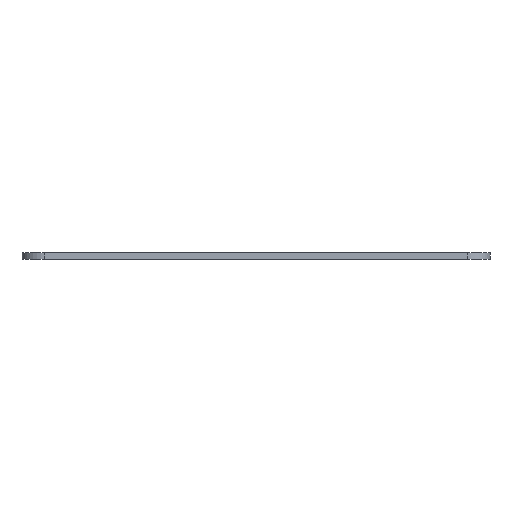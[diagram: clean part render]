
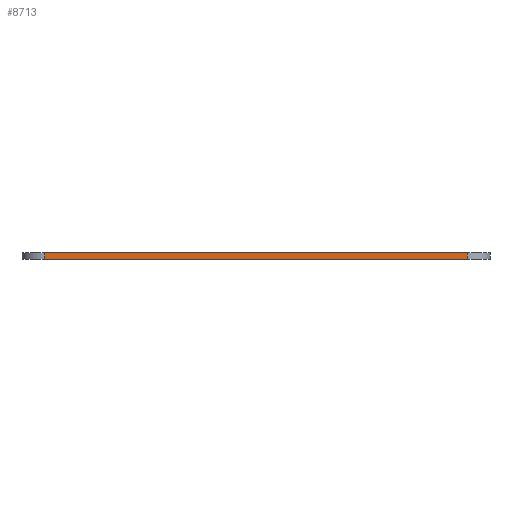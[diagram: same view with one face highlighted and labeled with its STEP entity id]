
A CAD part, left-side view. The second image highlights one B-rep face of the part: STEP entity #8713.
In plain terms, the highlighted planar face has unit normal (-1, 0, 0).
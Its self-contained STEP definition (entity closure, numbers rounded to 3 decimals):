
#308=PLANE('',#8972);
#730=FACE_OUTER_BOUND('',#1231,.T.);
#1231=EDGE_LOOP('',(#7642,#7643,#7644,#7645));
#1856=LINE('',#17016,#2552);
#1898=LINE('',#17192,#2594);
#1899=LINE('',#17195,#2595);
#1900=LINE('',#17196,#2596);
#2552=VECTOR('',#9840,10.);
#2594=VECTOR('',#9988,10.);
#2595=VECTOR('',#9991,10.);
#2596=VECTOR('',#9992,10.);
#3961=VERTEX_POINT('',#17013);
#3962=VERTEX_POINT('',#17015);
#4043=VERTEX_POINT('',#17190);
#4044=VERTEX_POINT('',#17194);
#5187=EDGE_CURVE('',#3961,#3962,#1856,.T.);
#5272=EDGE_CURVE('',#3962,#4043,#1898,.T.);
#5273=EDGE_CURVE('',#4044,#3961,#1899,.T.);
#5274=EDGE_CURVE('',#4043,#4044,#1900,.T.);
#7642=ORIENTED_EDGE('',*,*,#5272,.F.);
#7643=ORIENTED_EDGE('',*,*,#5187,.F.);
#7644=ORIENTED_EDGE('',*,*,#5273,.F.);
#7645=ORIENTED_EDGE('',*,*,#5274,.F.);
#8713=ADVANCED_FACE('',(#730),#308,.T.);
#8972=AXIS2_PLACEMENT_3D('',#17193,#9989,#9990);
#9840=DIRECTION('',(0.,1.,0.));
#9988=DIRECTION('',(0.,0.,1.));
#9989=DIRECTION('center_axis',(-1.,0.,0.));
#9990=DIRECTION('ref_axis',(0.,-1.,0.));
#9991=DIRECTION('',(0.,0.,-1.));
#9992=DIRECTION('',(0.,-1.,0.));
#17013=CARTESIAN_POINT('',(-11.896,-64.046,0.));
#17015=CARTESIAN_POINT('',(-11.896,29.054,0.));
#17016=CARTESIAN_POINT('',(-11.896,-69.046,0.));
#17190=CARTESIAN_POINT('',(-11.896,29.054,1.5));
#17192=CARTESIAN_POINT('',(-11.896,29.054,0.));
#17193=CARTESIAN_POINT('Origin',(-11.896,34.054,0.));
#17194=CARTESIAN_POINT('',(-11.896,-64.046,1.5));
#17195=CARTESIAN_POINT('',(-11.896,-64.046,0.));
#17196=CARTESIAN_POINT('',(-11.896,-69.046,1.5));
